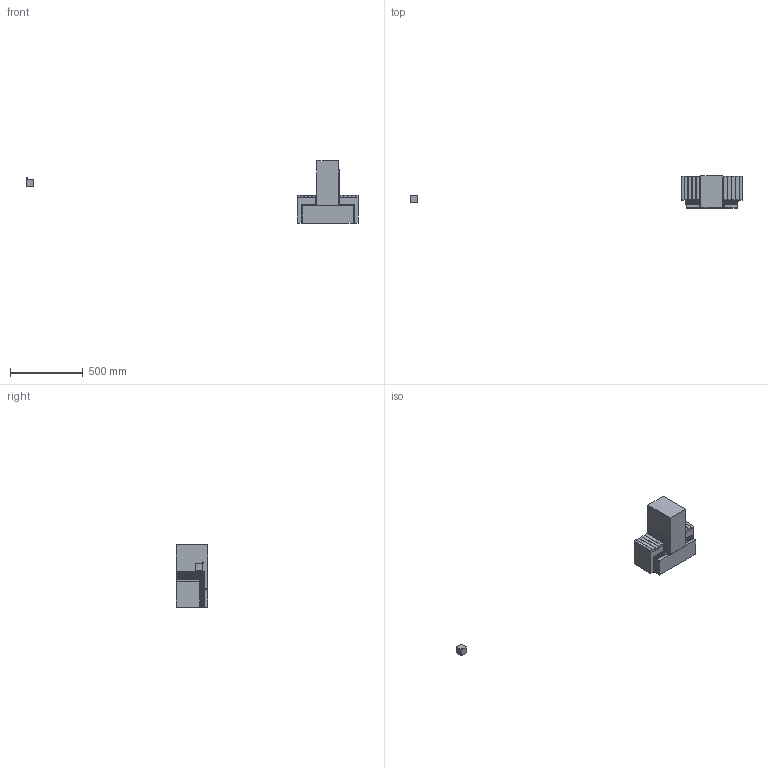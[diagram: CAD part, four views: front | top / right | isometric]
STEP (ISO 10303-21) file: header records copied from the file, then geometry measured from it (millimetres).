
FILE_DESCRIPTION(('STEP AP214'),'1');
FILE_NAME('20.11.30 2020 - Fundamentabdichtung bei durchlässigen Fahrbahnbelägen mit FPD.STP','2020-12-10T14:22:51',(' '),(' '),'Spatial InterOp 3D',' ',' ');
FILE_SCHEMA(('automotive_design'));
Length unit declared in the file: millimetre
Products named in the file (221): 3D WÜRFEL; Quader
Bounding box: 2289.84 x 220 x 430.88 mm (x, y, z)
Volume: 24560558.1 mm3; surface area: 1931030 mm2
Topology: 221 solids, 221 shells, 1378 faces, 2808 edges, 1872 vertices
Faces by surface type: plane 1358, cylinder 20
Entity records: 51464 total; most frequent: CARTESIAN_POINT 6279, DIRECTION 6046, ORIENTED_EDGE 5616, EDGE_CURVE 2808, LINE 2768, VECTOR 2768, VERTEX_POINT 1872, AXIS2_PLACEMENT_3D 1639
